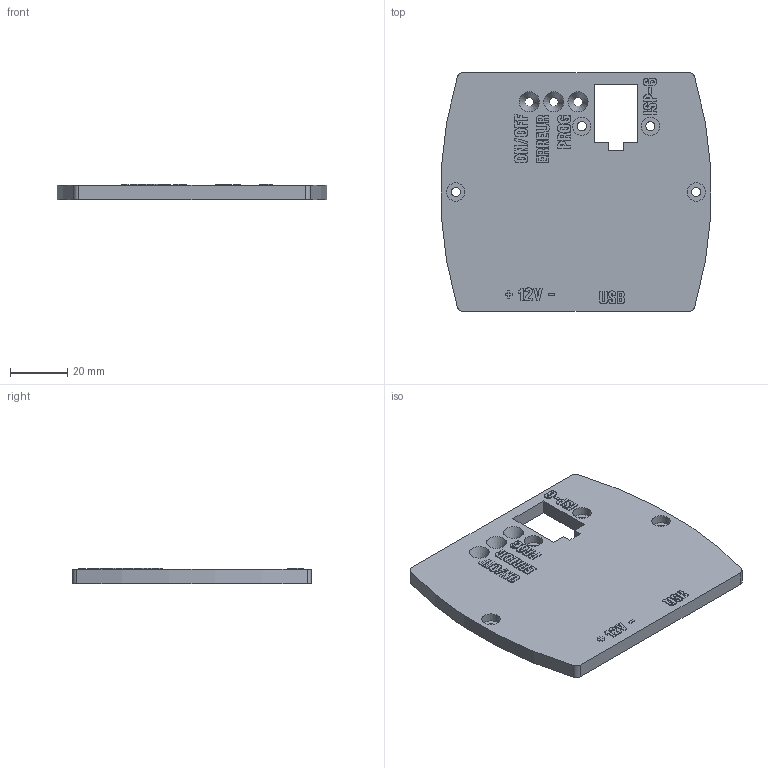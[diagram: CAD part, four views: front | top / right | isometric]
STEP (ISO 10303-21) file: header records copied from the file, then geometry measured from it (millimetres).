
FILE_DESCRIPTION(('FreeCAD Model'),'2;1');
FILE_NAME('Box-003.step','2018-05-01T09:13:01',('Almisuifre'),('' ),'Open CASCADE STEP processor 6.8','FreeCAD','Unknown');
FILE_SCHEMA(('AUTOMOTIVE_DESIGN_CC2 { 1 2 10303 214 -1 1 5 4 }'));
Length unit declared in the file: millimetre
Products named in the file (2): ASSEMBLY; Fusion005
Assembly tree (1 placements, depth 2):
  ASSEMBLY
    Fusion005
Bounding box: 94.19 x 83.39 x 5.3 mm (x, y, z)
Volume: 35396.6 mm3; surface area: 17001 mm2
Topology: 1 solids, 1 shells, 360 faces, 939 edges, 626 vertices
Faces by surface type: plane 223, extrusion 120, cylinder 14, cone 3
Full cylindrical faces by diameter (mm): 3.2 x4, 6.4 x4
Entity records: 24048 total; most frequent: CARTESIAN_POINT 5818, DIRECTION 2932, VECTOR 2380, LINE 2260, ORIENTED_EDGE 1878, PCURVE 1878, DEFINITIONAL_REPRESENTATION 1878, EDGE_CURVE 939
